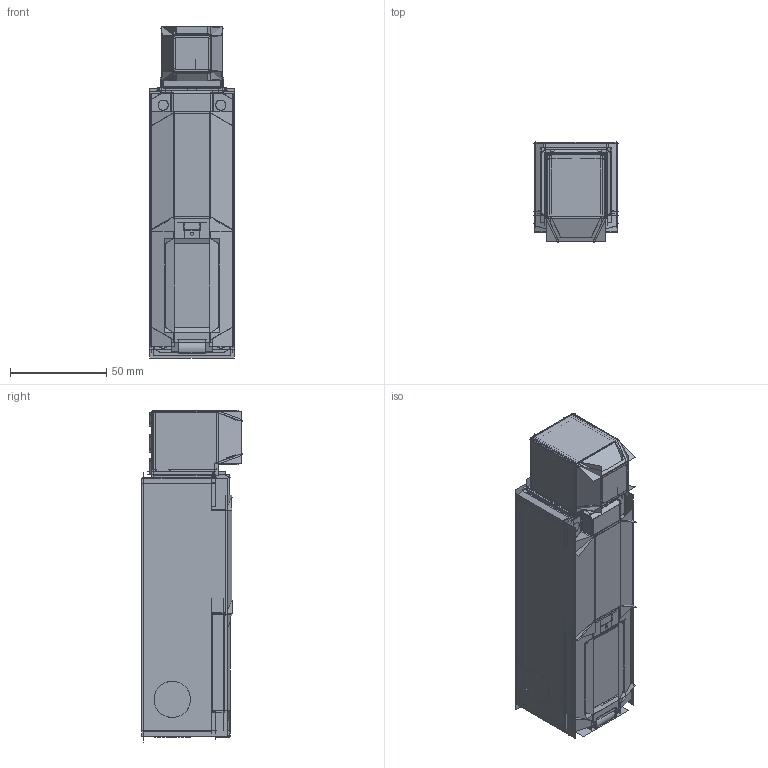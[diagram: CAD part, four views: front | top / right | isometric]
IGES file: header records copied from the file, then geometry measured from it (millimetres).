
Start section:  PTC IGES file: 212871.igs
Global section: file name: 212871.igs; native system: Creo Parametric by PTC Inc.; preprocessor: 2018300; author: pdmadmin; organization: Unknown; date: 20190809.133424; units: millimetre
Bounding box: 44.2 x 52.26 x 172.91 mm (x, y, z)
Surface area: 1899675.5 mm2
Topology: 9 solids, 9 shells, 4062 faces, 26129 edges, 36562 vertices
Faces by surface type: bspline 3272, revolution 782, extrusion 8
